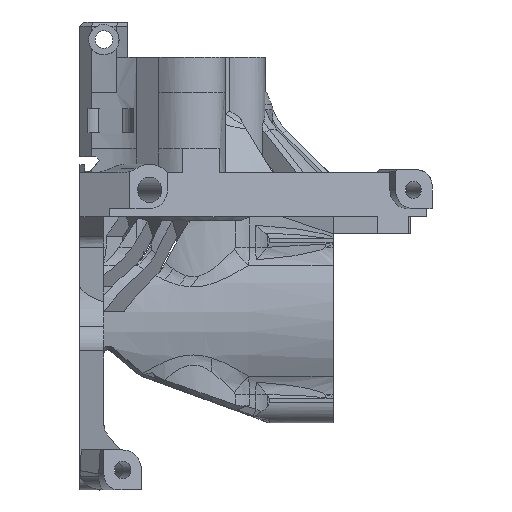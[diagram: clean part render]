
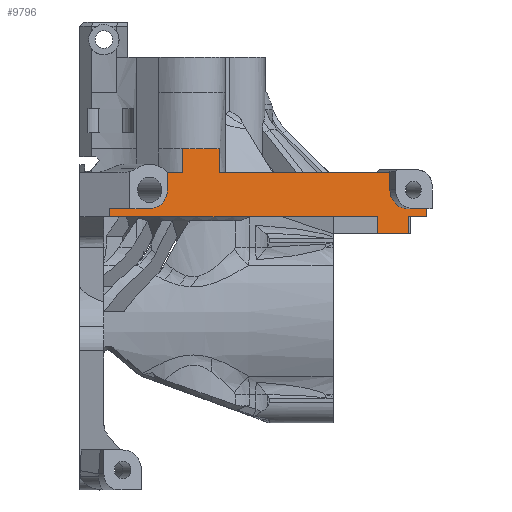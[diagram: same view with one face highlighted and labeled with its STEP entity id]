
A CAD part, left-side view. The second image highlights one B-rep face of the part: STEP entity #9796.
In plain terms, the highlighted planar face has unit normal (-0.94, -0.342, 0).
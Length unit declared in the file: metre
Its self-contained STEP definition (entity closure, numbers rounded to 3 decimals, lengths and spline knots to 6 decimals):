
#234=LINE('',#13313,#765);
#238=LINE('',#13323,#769);
#280=LINE('',#13632,#811);
#281=LINE('',#13634,#812);
#282=LINE('',#13636,#813);
#283=LINE('',#13638,#814);
#284=LINE('',#13639,#815);
#285=LINE('',#13641,#816);
#286=LINE('',#13645,#817);
#287=LINE('',#13647,#818);
#288=LINE('',#13649,#819);
#289=LINE('',#13651,#820);
#290=LINE('',#13653,#821);
#291=LINE('',#13655,#822);
#292=LINE('',#13657,#823);
#293=LINE('',#13663,#824);
#294=LINE('',#13667,#825);
#765=VECTOR('',#11183,1.);
#769=VECTOR('',#11189,1.);
#811=VECTOR('',#11293,1.);
#812=VECTOR('',#11294,1.);
#813=VECTOR('',#11295,1.);
#814=VECTOR('',#11296,1.);
#815=VECTOR('',#11297,1.);
#816=VECTOR('',#11298,1.);
#817=VECTOR('',#11301,1.);
#818=VECTOR('',#11302,1.);
#819=VECTOR('',#11303,1.);
#820=VECTOR('',#11304,1.);
#821=VECTOR('',#11305,1.);
#822=VECTOR('',#11306,1.);
#823=VECTOR('',#11307,1.);
#824=VECTOR('',#11312,1.);
#825=VECTOR('',#11315,1.);
#1295=CIRCLE('',#10399,0.00235);
#1296=CIRCLE('',#10400,0.00405);
#1297=CIRCLE('',#10401,0.0032);
#1298=CIRCLE('',#10402,0.00235);
#2548=ORIENTED_EDGE('',*,*,#5666,.F.);
#2549=ORIENTED_EDGE('',*,*,#5582,.T.);
#2550=ORIENTED_EDGE('',*,*,#5667,.F.);
#2551=ORIENTED_EDGE('',*,*,#5668,.F.);
#2552=ORIENTED_EDGE('',*,*,#5669,.F.);
#2553=ORIENTED_EDGE('',*,*,#5577,.T.);
#2554=ORIENTED_EDGE('',*,*,#5670,.F.);
#2555=ORIENTED_EDGE('',*,*,#5671,.F.);
#2556=ORIENTED_EDGE('',*,*,#5672,.F.);
#2557=ORIENTED_EDGE('',*,*,#5673,.T.);
#2558=ORIENTED_EDGE('',*,*,#5674,.F.);
#2559=ORIENTED_EDGE('',*,*,#5675,.T.);
#2560=ORIENTED_EDGE('',*,*,#5676,.F.);
#2561=ORIENTED_EDGE('',*,*,#5677,.T.);
#2562=ORIENTED_EDGE('',*,*,#5678,.T.);
#2563=ORIENTED_EDGE('',*,*,#5679,.T.);
#2564=ORIENTED_EDGE('',*,*,#5680,.F.);
#2565=ORIENTED_EDGE('',*,*,#5681,.F.);
#2566=ORIENTED_EDGE('',*,*,#5682,.T.);
#2567=ORIENTED_EDGE('',*,*,#5683,.F.);
#2568=ORIENTED_EDGE('',*,*,#5684,.F.);
#5577=EDGE_CURVE('',#7155,#7154,#234,.T.);
#5582=EDGE_CURVE('',#7160,#7159,#238,.T.);
#5666=EDGE_CURVE('',#7160,#7227,#280,.T.);
#5667=EDGE_CURVE('',#7228,#7159,#281,.T.);
#5668=EDGE_CURVE('',#7229,#7228,#282,.T.);
#5669=EDGE_CURVE('',#7155,#7229,#283,.T.);
#5670=EDGE_CURVE('',#7230,#7154,#284,.T.);
#5671=EDGE_CURVE('',#7231,#7230,#285,.T.);
#5672=EDGE_CURVE('',#7232,#7231,#1295,.T.);
#5673=EDGE_CURVE('',#7232,#7233,#286,.T.);
#5674=EDGE_CURVE('',#7234,#7233,#287,.T.);
#5675=EDGE_CURVE('',#7234,#7235,#288,.T.);
#5676=EDGE_CURVE('',#7236,#7235,#289,.T.);
#5677=EDGE_CURVE('',#7236,#7237,#290,.T.);
#5678=EDGE_CURVE('',#7237,#7238,#291,.T.);
#5679=EDGE_CURVE('',#7238,#7239,#292,.T.);
#5680=EDGE_CURVE('',#7240,#7239,#1296,.T.);
#5681=EDGE_CURVE('',#7241,#7240,#1297,.T.);
#5682=EDGE_CURVE('',#7241,#7242,#293,.T.);
#5683=EDGE_CURVE('',#7243,#7242,#1298,.T.);
#5684=EDGE_CURVE('',#7227,#7243,#294,.T.);
#7154=VERTEX_POINT('',#13312);
#7155=VERTEX_POINT('',#13314);
#7159=VERTEX_POINT('',#13322);
#7160=VERTEX_POINT('',#13324);
#7227=VERTEX_POINT('',#13633);
#7228=VERTEX_POINT('',#13635);
#7229=VERTEX_POINT('',#13637);
#7230=VERTEX_POINT('',#13640);
#7231=VERTEX_POINT('',#13642);
#7232=VERTEX_POINT('',#13644);
#7233=VERTEX_POINT('',#13646);
#7234=VERTEX_POINT('',#13648);
#7235=VERTEX_POINT('',#13650);
#7236=VERTEX_POINT('',#13652);
#7237=VERTEX_POINT('',#13654);
#7238=VERTEX_POINT('',#13656);
#7239=VERTEX_POINT('',#13658);
#7240=VERTEX_POINT('',#13660);
#7241=VERTEX_POINT('',#13662);
#7242=VERTEX_POINT('',#13664);
#7243=VERTEX_POINT('',#13666);
#8320=EDGE_LOOP('',(#2548,#2549,#2550,#2551,#2552,#2553,#2554,#2555,#2556,
#2557,#2558,#2559,#2560,#2561,#2562,#2563,#2564,#2565,#2566,#2567,#2568));
#8968=FACE_BOUND('',#8320,.T.);
#9597=PLANE('',#10398);
#9796=ADVANCED_FACE('',(#8968),#9597,.T.);
#10398=AXIS2_PLACEMENT_3D('',#13631,#11291,#11292);
#10399=AXIS2_PLACEMENT_3D('',#13643,#11299,#11300);
#10400=AXIS2_PLACEMENT_3D('',#13659,#11308,#11309);
#10401=AXIS2_PLACEMENT_3D('',#13661,#11310,#11311);
#10402=AXIS2_PLACEMENT_3D('',#13665,#11313,#11314);
#11183=DIRECTION('',(0.342,-0.94,0.));
#11189=DIRECTION('',(0.342,-0.94,0.));
#11291=DIRECTION('',(-0.94,-0.342,0.));
#11292=DIRECTION('',(0.342,-0.94,0.));
#11293=DIRECTION('',(0.,0.,1.));
#11294=DIRECTION('',(0.,0.,1.));
#11295=DIRECTION('',(-0.342,0.94,0.));
#11296=DIRECTION('',(0.,0.,-1.));
#11297=DIRECTION('',(0.,0.,-1.));
#11298=DIRECTION('',(0.342,-0.94,0.));
#11299=DIRECTION('',(-0.94,-0.342,0.));
#11300=DIRECTION('',(-0.342,0.94,0.));
#11301=DIRECTION('',(0.,0.,1.));
#11302=DIRECTION('',(0.242,-0.664,0.707));
#11303=DIRECTION('',(-0.342,0.94,0.));
#11304=DIRECTION('',(0.,0.,-1.));
#11305=DIRECTION('',(-0.342,0.94,0.));
#11306=DIRECTION('',(0.,0.,-1.));
#11307=DIRECTION('',(-0.342,0.94,0.));
#11308=DIRECTION('',(-0.94,-0.342,0.));
#11309=DIRECTION('',(0.342,-0.94,0.));
#11310=DIRECTION('',(-0.94,-0.342,0.));
#11311=DIRECTION('',(0.342,-0.94,0.));
#11312=DIRECTION('',(0.,0.,-1.));
#11313=DIRECTION('',(-0.94,-0.342,0.));
#11314=DIRECTION('',(-0.342,0.94,0.));
#11315=DIRECTION('',(0.342,-0.94,0.));
#13312=CARTESIAN_POINT('',(-0.015025,-0.02914,0.026));
#13313=CARTESIAN_POINT('',(-0.015832,-0.026922,0.026));
#13314=CARTESIAN_POINT('',(-0.015832,-0.026922,0.026));
#13322=CARTESIAN_POINT('',(-0.01725,-0.023026,0.026));
#13323=CARTESIAN_POINT('',(-0.015832,-0.026922,0.026));
#13324=CARTESIAN_POINT('',(-0.029424,0.010421,0.026));
#13631=CARTESIAN_POINT('',(-0.021865,-0.010346,0.011875));
#13632=CARTESIAN_POINT('',(-0.029424,0.010421,0.026));
#13633=CARTESIAN_POINT('',(-0.029424,0.010421,0.027025));
#13634=CARTESIAN_POINT('',(-0.01725,-0.023026,0.023875));
#13635=CARTESIAN_POINT('',(-0.01725,-0.023026,0.023875));
#13636=CARTESIAN_POINT('',(-0.01778,-0.02157,0.023875));
#13637=CARTESIAN_POINT('',(-0.015832,-0.026922,0.023875));
#13638=CARTESIAN_POINT('',(-0.015832,-0.026922,0.011875));
#13639=CARTESIAN_POINT('',(-0.015025,-0.02914,0.027025));
#13640=CARTESIAN_POINT('',(-0.015025,-0.02914,0.027025));
#13641=CARTESIAN_POINT('',(-0.01588,-0.026791,0.027025));
#13642=CARTESIAN_POINT('',(-0.01588,-0.026791,0.027025));
#13643=CARTESIAN_POINT('',(-0.01588,-0.026791,0.029375));
#13644=CARTESIAN_POINT('',(-0.016683,-0.024583,0.029375));
#13645=CARTESIAN_POINT('',(-0.016683,-0.024583,0.029375));
#13646=CARTESIAN_POINT('',(-0.016683,-0.024583,0.031625));
#13647=CARTESIAN_POINT('',(-0.022652,-0.008185,0.014175));
#13648=CARTESIAN_POINT('',(-0.016726,-0.024465,0.0315));
#13649=CARTESIAN_POINT('',(-0.016726,-0.024465,0.0315));
#13650=CARTESIAN_POINT('',(-0.024421,-0.003322,0.0315));
#13651=CARTESIAN_POINT('',(-0.024421,-0.003322,0.0345));
#13652=CARTESIAN_POINT('',(-0.024421,-0.003322,0.0345));
#13653=CARTESIAN_POINT('',(-0.021865,-0.010346,0.0345));
#13654=CARTESIAN_POINT('',(-0.026128,0.001367,0.0345));
#13655=CARTESIAN_POINT('',(-0.026128,0.001367,0.0345));
#13656=CARTESIAN_POINT('',(-0.026128,0.001367,0.0315));
#13657=CARTESIAN_POINT('',(-0.016726,-0.024465,0.0315));
#13658=CARTESIAN_POINT('',(-0.026551,0.002529,0.0315));
#13659=CARTESIAN_POINT('',(-0.026551,0.002529,0.03555));
#13660=CARTESIAN_POINT('',(-0.027277,0.004523,0.032101));
#13661=CARTESIAN_POINT('',(-0.02785,0.006098,0.029375));
#13662=CARTESIAN_POINT('',(-0.027047,0.00389,0.031547));
#13663=CARTESIAN_POINT('',(-0.027047,0.00389,0.031547));
#13664=CARTESIAN_POINT('',(-0.027047,0.00389,0.029375));
#13665=CARTESIAN_POINT('',(-0.02785,0.006098,0.029375));
#13666=CARTESIAN_POINT('',(-0.02785,0.006098,0.027025));
#13667=CARTESIAN_POINT('',(-0.029424,0.010421,0.027025));
